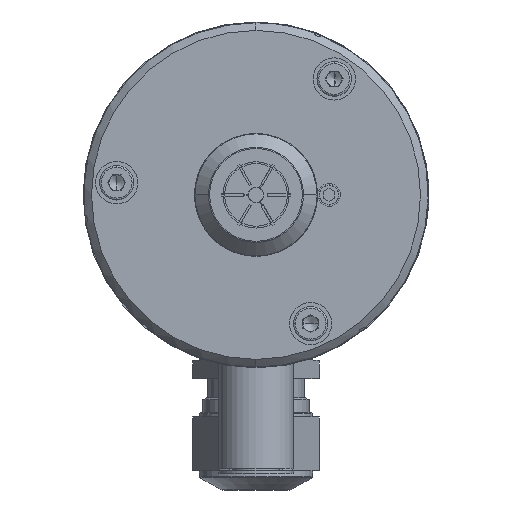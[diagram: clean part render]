
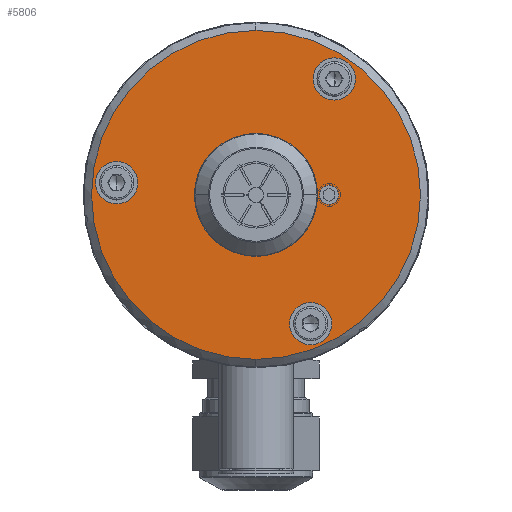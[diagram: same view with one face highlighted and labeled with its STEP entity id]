
A CAD part, left-side view. The second image highlights one B-rep face of the part: STEP entity #5806.
In plain terms, the highlighted planar face has unit normal (-1, 0, 0).
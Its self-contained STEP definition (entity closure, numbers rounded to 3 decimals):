
#102 = ORIENTED_EDGE ( 'NONE', *, *, #4949, .F. ) ;
#106 = ORIENTED_EDGE ( 'NONE', *, *, #5458, .F. ) ;
#116 = ORIENTED_EDGE ( 'NONE', *, *, #5636, .F. ) ;
#154 = ORIENTED_EDGE ( 'NONE', *, *, #1707, .F. ) ;
#166 = ORIENTED_EDGE ( 'NONE', *, *, #5448, .T. ) ;
#187 = ORIENTED_EDGE ( 'NONE', *, *, #3485, .F. ) ;
#189 = ORIENTED_EDGE ( 'NONE', *, *, #2037, .F. ) ;
#286 = ORIENTED_EDGE ( 'NONE', *, *, #5213, .T. ) ;
#473 = ORIENTED_EDGE ( 'NONE', *, *, #1789, .F. ) ;
#488 = ORIENTED_EDGE ( 'NONE', *, *, #5437, .F. ) ;
#489 = ORIENTED_EDGE ( 'NONE', *, *, #5645, .F. ) ;
#495 = ORIENTED_EDGE ( 'NONE', *, *, #5192, .F. ) ;
#1218 = DIRECTION ( 'NONE',  ( 0., 0., 1. ) ) ;
#1221 = DIRECTION ( 'NONE',  ( -1., 0., 0. ) ) ;
#1223 = CARTESIAN_POINT ( 'NONE',  ( -125.9, 18.131, 1.586 ) ) ;
#1707 = EDGE_CURVE ( 'NONE', #7249, #7708, #3861, .T. ) ;
#1738 = AXIS2_PLACEMENT_3D ( 'NONE', #3447, #3446, #3442 ) ;
#1789 = EDGE_CURVE ( 'NONE', #6964, #7713, #3849, .T. ) ;
#2006 = AXIS2_PLACEMENT_3D ( 'NONE', #9979, #10029, #9976 ) ;
#2037 = EDGE_CURVE ( 'NONE', #7013, #7557, #3765, .T. ) ;
#2080 = AXIS2_PLACEMENT_3D ( 'NONE', #6911, #6917, #6909 ) ;
#2190 = AXIS2_PLACEMENT_3D ( 'NONE', #1223, #1221, #1218 ) ;
#2313 = AXIS2_PLACEMENT_3D ( 'NONE', #12131, #12129, #12128 ) ;
#2326 = AXIS2_PLACEMENT_3D ( 'NONE', #12152, #12151, #12150 ) ;
#2390 = AXIS2_PLACEMENT_3D ( 'NONE', #10523, #10522, #10520 ) ;
#2608 = AXIS2_PLACEMENT_3D ( 'NONE', #12359, #12357, #12358 ) ;
#2614 = AXIS2_PLACEMENT_3D ( 'NONE', #12457, #12455, #12463 ) ;
#2630 = AXIS2_PLACEMENT_3D ( 'NONE', #12526, #12525, #12524 ) ;
#2845 = AXIS2_PLACEMENT_3D ( 'NONE', #9957, #9956, #9955 ) ;
#2981 = AXIS2_PLACEMENT_3D ( 'NONE', #7853, #7851, #7849 ) ;
#3024 = AXIS2_PLACEMENT_3D ( 'NONE', #8144, #8149, #8152 ) ;
#3442 = DIRECTION ( 'NONE',  ( 0., 0., 1. ) ) ;
#3446 = DIRECTION ( 'NONE',  ( -1., 0., 0. ) ) ;
#3447 = CARTESIAN_POINT ( 'NONE',  ( -125.9, -7.111, -16.753 ) ) ;
#3485 = EDGE_CURVE ( 'NONE', #7708, #7249, #9605, .T. ) ;
#3765 = CIRCLE ( 'NONE', #2006, 21.4 ) ;
#3849 = CIRCLE ( 'NONE', #2390, 1.25 ) ;
#3861 = CIRCLE ( 'NONE', #2190, 2.75 ) ;
#4949 = EDGE_CURVE ( 'NONE', #7447, #7488, #9457, .T. ) ;
#5192 = EDGE_CURVE ( 'NONE', #7713, #6964, #8915, .T. ) ;
#5213 = EDGE_CURVE ( 'NONE', #7583, #7501, #8863, .T. ) ;
#5437 = EDGE_CURVE ( 'NONE', #7557, #7013, #8287, .T. ) ;
#5448 = EDGE_CURVE ( 'NONE', #7501, #7583, #8263, .T. ) ;
#5458 = EDGE_CURVE ( 'NONE', #7267, #7658, #8220, .T. ) ;
#5636 = EDGE_CURVE ( 'NONE', #7488, #7447, #11241, .T. ) ;
#5645 = EDGE_CURVE ( 'NONE', #7658, #7267, #11225, .T. ) ;
#5806 = ADVANCED_FACE ( 'NONE', ( #10970, #10961, #10966, #10962, #10964, #10960 ), #6913, .T. ) ;
#6909 = DIRECTION ( 'NONE',  ( 0., 0., 1. ) ) ;
#6911 = CARTESIAN_POINT ( 'NONE',  ( -125.9, 22.4, 0. ) ) ;
#6913 = PLANE ( 'NONE',  #2080 ) ;
#6917 = DIRECTION ( 'NONE',  ( -1., 0., 0. ) ) ;
#6964 = VERTEX_POINT ( 'NONE', #11739 ) ;
#6965 = EDGE_LOOP ( 'NONE', ( #489, #106 ) ) ;
#7013 = VERTEX_POINT ( 'NONE', #11700 ) ;
#7052 = EDGE_LOOP ( 'NONE', ( #488, #189 ) ) ;
#7069 = EDGE_LOOP ( 'NONE', ( #187, #154 ) ) ;
#7249 = VERTEX_POINT ( 'NONE', #11677 ) ;
#7267 = VERTEX_POINT ( 'NONE', #11661 ) ;
#7447 = VERTEX_POINT ( 'NONE', #11568 ) ;
#7488 = VERTEX_POINT ( 'NONE', #11525 ) ;
#7501 = VERTEX_POINT ( 'NONE', #11509 ) ;
#7557 = VERTEX_POINT ( 'NONE', #11481 ) ;
#7583 = VERTEX_POINT ( 'NONE', #11462 ) ;
#7658 = VERTEX_POINT ( 'NONE', #11410 ) ;
#7700 = EDGE_LOOP ( 'NONE', ( #116, #102 ) ) ;
#7708 = VERTEX_POINT ( 'NONE', #11388 ) ;
#7713 = VERTEX_POINT ( 'NONE', #11387 ) ;
#7719 = EDGE_LOOP ( 'NONE', ( #286, #166 ) ) ;
#7742 = EDGE_LOOP ( 'NONE', ( #473, #495 ) ) ;
#7849 = DIRECTION ( 'NONE',  ( 0., 0., -1. ) ) ;
#7851 = DIRECTION ( 'NONE',  ( 1., 0., 0. ) ) ;
#7853 = CARTESIAN_POINT ( 'NONE',  ( -125.9, 0., 0. ) ) ;
#8144 = CARTESIAN_POINT ( 'NONE',  ( -125.9, -9.5, 0. ) ) ;
#8149 = DIRECTION ( 'NONE',  ( -1., 0., 0. ) ) ;
#8152 = DIRECTION ( 'NONE',  ( 0., 0., 1. ) ) ;
#8220 = CIRCLE ( 'NONE', #2608, 2.75 ) ;
#8263 = CIRCLE ( 'NONE', #2614, 7.2 ) ;
#8287 = CIRCLE ( 'NONE', #2630, 21.4 ) ;
#8863 = CIRCLE ( 'NONE', #2981, 7.2 ) ;
#8915 = CIRCLE ( 'NONE', #3024, 1.25 ) ;
#9457 = CIRCLE ( 'NONE', #1738, 2.75 ) ;
#9605 = CIRCLE ( 'NONE', #2845, 2.75 ) ;
#9955 = DIRECTION ( 'NONE',  ( 0., 0., 1. ) ) ;
#9956 = DIRECTION ( 'NONE',  ( -1., 0., 0. ) ) ;
#9957 = CARTESIAN_POINT ( 'NONE',  ( -125.9, 18.131, 1.586 ) ) ;
#9976 = DIRECTION ( 'NONE',  ( 0., 0., -1. ) ) ;
#9979 = CARTESIAN_POINT ( 'NONE',  ( -125.9, 0., 0. ) ) ;
#10029 = DIRECTION ( 'NONE',  ( 1., 0., 0. ) ) ;
#10520 = DIRECTION ( 'NONE',  ( 0., 0., 1. ) ) ;
#10522 = DIRECTION ( 'NONE',  ( -1., 0., 0. ) ) ;
#10523 = CARTESIAN_POINT ( 'NONE',  ( -125.9, -9.5, 0. ) ) ;
#10960 = FACE_BOUND ( 'NONE', #7719, .T. ) ;
#10961 = FACE_BOUND ( 'NONE', #7742, .T. ) ;
#10962 = FACE_BOUND ( 'NONE', #6965, .T. ) ;
#10964 = FACE_BOUND ( 'NONE', #7700, .T. ) ;
#10966 = FACE_BOUND ( 'NONE', #7069, .T. ) ;
#10970 = FACE_OUTER_BOUND ( 'NONE', #7052, .T. ) ;
#11225 = CIRCLE ( 'NONE', #2313, 2.75 ) ;
#11241 = CIRCLE ( 'NONE', #2326, 2.75 ) ;
#11387 = CARTESIAN_POINT ( 'NONE',  ( -125.9, -9.5, -1.25 ) ) ;
#11388 = CARTESIAN_POINT ( 'NONE',  ( -125.9, 18.131, 4.336 ) ) ;
#11410 = CARTESIAN_POINT ( 'NONE',  ( -125.9, -10.177, 17.838 ) ) ;
#11462 = CARTESIAN_POINT ( 'NONE',  ( -125.9, 0., -7.2 ) ) ;
#11481 = CARTESIAN_POINT ( 'NONE',  ( -125.9, 0., -21.4 ) ) ;
#11509 = CARTESIAN_POINT ( 'NONE',  ( -125.9, 0., 7.2 ) ) ;
#11525 = CARTESIAN_POINT ( 'NONE',  ( -125.9, -7.111, -14.003 ) ) ;
#11568 = CARTESIAN_POINT ( 'NONE',  ( -125.9, -7.111, -19.503 ) ) ;
#11661 = CARTESIAN_POINT ( 'NONE',  ( -125.9, -10.177, 12.338 ) ) ;
#11677 = CARTESIAN_POINT ( 'NONE',  ( -125.9, 18.131, -1.164 ) ) ;
#11700 = CARTESIAN_POINT ( 'NONE',  ( -125.9, 0., 21.4 ) ) ;
#11739 = CARTESIAN_POINT ( 'NONE',  ( -125.9, -9.5, 1.25 ) ) ;
#12128 = DIRECTION ( 'NONE',  ( 0., 0., 1. ) ) ;
#12129 = DIRECTION ( 'NONE',  ( -1., 0., 0. ) ) ;
#12131 = CARTESIAN_POINT ( 'NONE',  ( -125.9, -10.177, 15.088 ) ) ;
#12150 = DIRECTION ( 'NONE',  ( 0., 0., 1. ) ) ;
#12151 = DIRECTION ( 'NONE',  ( -1., 0., 0. ) ) ;
#12152 = CARTESIAN_POINT ( 'NONE',  ( -125.9, -7.111, -16.753 ) ) ;
#12357 = DIRECTION ( 'NONE',  ( -1., 0., 0. ) ) ;
#12358 = DIRECTION ( 'NONE',  ( 0., 0., 1. ) ) ;
#12359 = CARTESIAN_POINT ( 'NONE',  ( -125.9, -10.177, 15.088 ) ) ;
#12455 = DIRECTION ( 'NONE',  ( 1., 0., 0. ) ) ;
#12457 = CARTESIAN_POINT ( 'NONE',  ( -125.9, 0., 0. ) ) ;
#12463 = DIRECTION ( 'NONE',  ( 0., 0., -1. ) ) ;
#12524 = DIRECTION ( 'NONE',  ( 0., 0., -1. ) ) ;
#12525 = DIRECTION ( 'NONE',  ( 1., 0., 0. ) ) ;
#12526 = CARTESIAN_POINT ( 'NONE',  ( -125.9, 0., 0. ) ) ;
